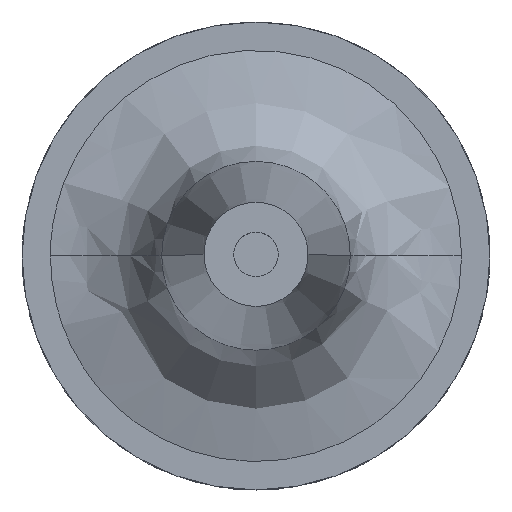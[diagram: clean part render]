
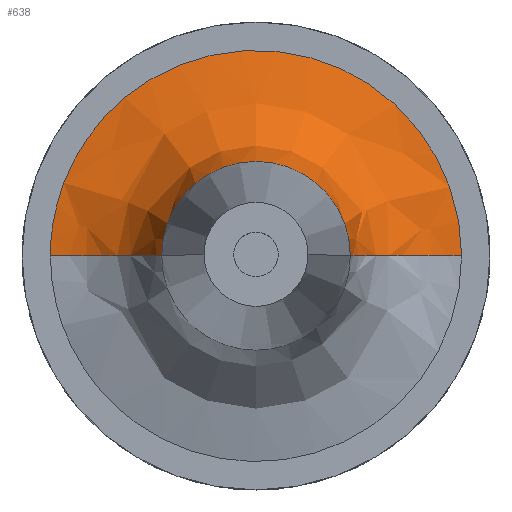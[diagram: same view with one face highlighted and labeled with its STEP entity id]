
A CAD part, top view. The second image highlights one B-rep face of the part: STEP entity #638.
In plain terms, the highlighted free-form (B-spline) face has degree [3, 3] with [4, 4] control points.
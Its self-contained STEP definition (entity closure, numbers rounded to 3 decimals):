
#6 = CARTESIAN_POINT ( 'NONE',  ( 0., 0., 41.215 ) ) ;
#95 = ORIENTED_EDGE ( 'NONE', *, *, #174, .F. ) ;
#143 = DIRECTION ( 'NONE',  ( 0., 0., 1. ) ) ;
#152 = CARTESIAN_POINT ( 'NONE',  ( -12.701, 0., 41.215 ) ) ;
#158 = CARTESIAN_POINT ( 'NONE',  ( -13.142, 0., 32.8 ) ) ;
#174 = EDGE_CURVE ( 'NONE', #314, #223, #1368, .T. ) ;
#193 = ORIENTED_EDGE ( 'NONE', *, *, #1075, .T. ) ;
#209 = CARTESIAN_POINT ( 'NONE',  ( 27.681, 55.361, 27. ) ) ;
#223 = VERTEX_POINT ( 'NONE', #1429 ) ;
#277 = CARTESIAN_POINT ( 'NONE',  ( 27.681, 0., 27. ) ) ;
#314 = VERTEX_POINT ( 'NONE', #1175 ) ;
#336 = CARTESIAN_POINT ( 'NONE',  ( 27.681, 0., 27. ) ) ;
#375 = EDGE_CURVE ( 'NONE', #1410, #223, #794, .T. ) ;
#394 = CARTESIAN_POINT ( 'NONE',  ( 27.681, 0., 27. ) ) ;
#405 = CARTESIAN_POINT ( 'NONE',  ( -27.681, 0., 27. ) ) ;
#429 = CARTESIAN_POINT ( 'NONE',  ( 13.142, 0., 32.8 ) ) ;
#464 = EDGE_LOOP ( 'NONE', ( #1528, #466, #95, #193 ) ) ;
#466 = ORIENTED_EDGE ( 'NONE', *, *, #375, .T. ) ;
#560 = DIRECTION ( 'NONE',  ( 0., -1., 0. ) ) ;
#638 = ADVANCED_FACE ( 'NONE', ( #724 ), #984, .F. ) ;
#720 = CARTESIAN_POINT ( 'NONE',  ( 19.254, 0., 27. ) ) ;
#724 = FACE_OUTER_BOUND ( 'NONE', #464, .T. ) ;
#794 =( BOUNDED_CURVE ( )  B_SPLINE_CURVE ( 3, ( #405, #1526, #158, #152 ),
 .UNSPECIFIED., .F., .T. ) 
 B_SPLINE_CURVE_WITH_KNOTS ( ( 4, 4 ),
 ( 0.065, 0.935 ),
 .UNSPECIFIED. ) 
 CURVE ( )  GEOMETRIC_REPRESENTATION_ITEM ( )  RATIONAL_B_SPLINE_CURVE ( ( 0.958, 0.783, 0.783, 0.958 ) ) 
 REPRESENTATION_ITEM ( '' )  );
#828 = CARTESIAN_POINT ( 'NONE',  ( -27.681, 0., 27. ) ) ;
#912 = CARTESIAN_POINT ( 'NONE',  ( 12.701, 0., 41.215 ) ) ;
#953 = EDGE_CURVE ( 'NONE', #1777, #1410, #1227, .T. ) ;
#984 =( BOUNDED_SURFACE ( )  B_SPLINE_SURFACE ( 3, 3, ( 
 ( #990, #1717, #1653, #1648 ),
 ( #1640, #1576, #1527, #1522 ),
 ( #1503, #1444, #1430, #1425 ),
 ( #1416, #1409, #1398, #1384 ) ),
 .UNSPECIFIED., .F., .F., .T. ) 
 B_SPLINE_SURFACE_WITH_KNOTS ( ( 4, 4 ),
 ( 4, 4 ),
 ( 0., 1. ),
 ( 0., 1. ),
 .UNSPECIFIED. ) 
 GEOMETRIC_REPRESENTATION_ITEM ( )  RATIONAL_B_SPLINE_SURFACE ( (
 ( 1., 0.333, 0.333, 1.),
 ( 0.769, 0.256, 0.256, 0.769),
 ( 0.769, 0.256, 0.256, 0.769),
 ( 1., 0.333, 0.333, 1.) ) ) 
 REPRESENTATION_ITEM ( '' )  SURFACE ( )  );
#990 = CARTESIAN_POINT ( 'NONE',  ( -12.698, 0., 42.714 ) ) ;
#1075 = EDGE_CURVE ( 'NONE', #314, #1777, #1790, .T. ) ;
#1119 = AXIS2_PLACEMENT_3D ( 'NONE', #6, #143, #560 ) ;
#1175 = CARTESIAN_POINT ( 'NONE',  ( 12.701, 0., 41.215 ) ) ;
#1227 =( BOUNDED_CURVE ( )  B_SPLINE_CURVE ( 3, ( #277, #209, #1688, #1694 ),
 .UNSPECIFIED., .F., .T. ) 
 B_SPLINE_CURVE_WITH_KNOTS ( ( 4, 4 ),
 ( 0., 1. ),
 .UNSPECIFIED. ) 
 CURVE ( )  GEOMETRIC_REPRESENTATION_ITEM ( )  RATIONAL_B_SPLINE_CURVE ( ( 0.958, 0.319, 0.319, 0.958 ) ) 
 REPRESENTATION_ITEM ( '' )  );
#1368 = CIRCLE ( 'NONE', #1119, 12.701 ) ;
#1384 = CARTESIAN_POINT ( 'NONE',  ( 29.178, 0., 27.075 ) ) ;
#1398 = CARTESIAN_POINT ( 'NONE',  ( 29.178, 58.356, 27.075 ) ) ;
#1409 = CARTESIAN_POINT ( 'NONE',  ( -29.178, 58.356, 27.075 ) ) ;
#1410 = VERTEX_POINT ( 'NONE', #828 ) ;
#1416 = CARTESIAN_POINT ( 'NONE',  ( -29.178, 0., 27.075 ) ) ;
#1425 = CARTESIAN_POINT ( 'NONE',  ( 19.375, 0., 26.091 ) ) ;
#1429 = CARTESIAN_POINT ( 'NONE',  ( -12.701, 0., 41.215 ) ) ;
#1430 = CARTESIAN_POINT ( 'NONE',  ( 19.375, 38.75, 26.091 ) ) ;
#1444 = CARTESIAN_POINT ( 'NONE',  ( -19.375, 38.75, 26.091 ) ) ;
#1503 = CARTESIAN_POINT ( 'NONE',  ( -19.375, 0., 26.091 ) ) ;
#1522 = CARTESIAN_POINT ( 'NONE',  ( 12.228, 0., 32.873 ) ) ;
#1526 = CARTESIAN_POINT ( 'NONE',  ( -19.254, 0., 27. ) ) ;
#1527 = CARTESIAN_POINT ( 'NONE',  ( 12.228, 24.457, 32.873 ) ) ;
#1528 = ORIENTED_EDGE ( 'NONE', *, *, #953, .T. ) ;
#1576 = CARTESIAN_POINT ( 'NONE',  ( -12.228, 24.457, 32.873 ) ) ;
#1640 = CARTESIAN_POINT ( 'NONE',  ( -12.228, 0., 32.873 ) ) ;
#1648 = CARTESIAN_POINT ( 'NONE',  ( 12.698, 0., 42.714 ) ) ;
#1653 = CARTESIAN_POINT ( 'NONE',  ( 12.698, 25.395, 42.714 ) ) ;
#1688 = CARTESIAN_POINT ( 'NONE',  ( -27.681, 55.361, 27. ) ) ;
#1694 = CARTESIAN_POINT ( 'NONE',  ( -27.681, 0., 27. ) ) ;
#1717 = CARTESIAN_POINT ( 'NONE',  ( -12.698, 25.395, 42.714 ) ) ;
#1777 = VERTEX_POINT ( 'NONE', #394 ) ;
#1790 =( BOUNDED_CURVE ( )  B_SPLINE_CURVE ( 3, ( #912, #429, #720, #336 ),
 .UNSPECIFIED., .F., .T. ) 
 B_SPLINE_CURVE_WITH_KNOTS ( ( 4, 4 ),
 ( 0.065, 0.935 ),
 .UNSPECIFIED. ) 
 CURVE ( )  GEOMETRIC_REPRESENTATION_ITEM ( )  RATIONAL_B_SPLINE_CURVE ( ( 0.958, 0.783, 0.783, 0.958 ) ) 
 REPRESENTATION_ITEM ( '' )  );
